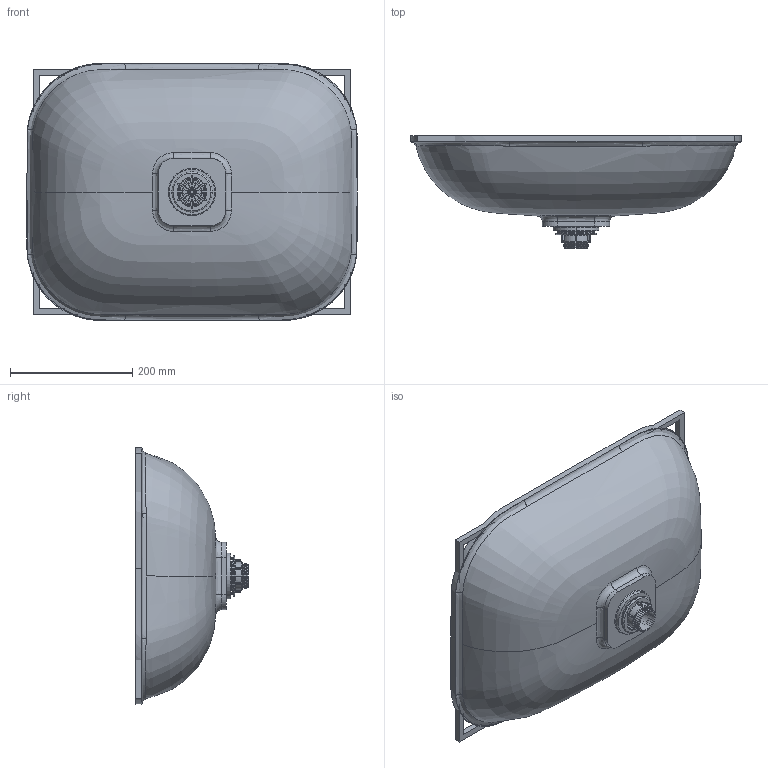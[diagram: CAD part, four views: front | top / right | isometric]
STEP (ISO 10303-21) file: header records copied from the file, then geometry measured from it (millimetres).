
FILE_DESCRIPTION (( 'STEP AP214' ), '1' );
FILE_NAME ('Z795-3 Curve II klein.STEP', '2018-06-29T08:55:23', ( '' ), ( '' ), 'SwSTEP 2.0', 'SolidWorks 2017', '' );
FILE_SCHEMA (( 'AUTOMOTIVE_DESIGN' ));
Length unit declared in the file: millimetre
Products named in the file (2): Z795-3 Curve II klein
Bounding box: 540 x 184 x 420 mm (x, y, z)
Volume: 4685528.8 mm3; surface area: 754194.4 mm2
Topology: 10 solids, 10 shells, 419 faces, 1008 edges, 616 vertices
Faces by surface type: plane 130, cylinder 122, cone 104, torus 41, bspline 22
Entity records: 67570 total; most frequent: CARTESIAN_POINT 57533, DIRECTION 2140, ORIENTED_EDGE 2012, EDGE_CURVE 1006, AXIS2_PLACEMENT_3D 827, VERTEX_POINT 616, LINE 486, VECTOR 486
